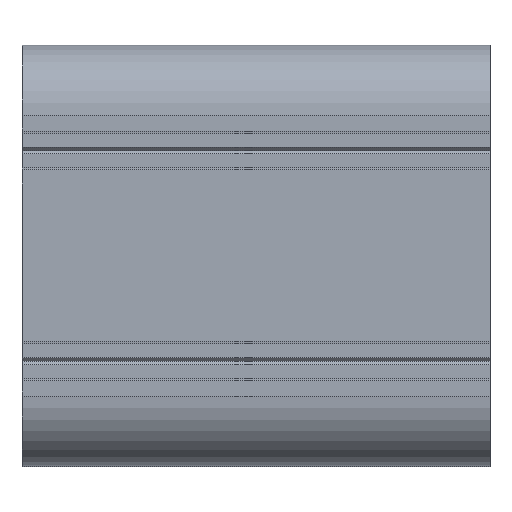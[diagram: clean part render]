
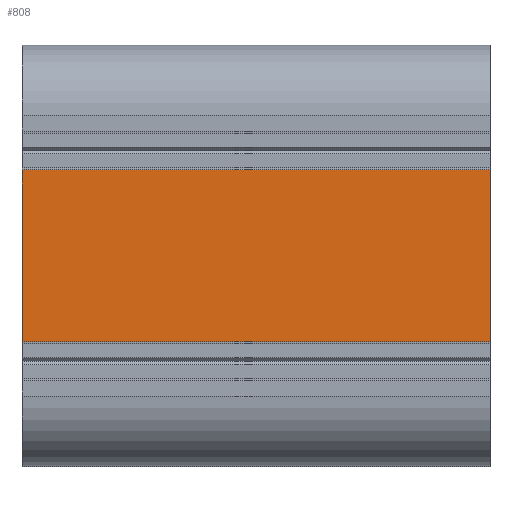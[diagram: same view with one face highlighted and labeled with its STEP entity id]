
A CAD part, top view. The second image highlights one B-rep face of the part: STEP entity #808.
In plain terms, the highlighted planar face has unit normal (0, 0, 1).
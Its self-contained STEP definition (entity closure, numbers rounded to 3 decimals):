
#340 = LINE ( 'NONE', #2745, #1974 ) ;
#563 = VERTEX_POINT ( 'NONE', #4431 ) ;
#599 = VERTEX_POINT ( 'NONE', #2179 ) ;
#808 = ADVANCED_FACE ( 'NONE', ( #4279 ), #4553, .F. ) ;
#992 = CARTESIAN_POINT ( 'NONE',  ( -40.816, 73.248, 22.5 ) ) ;
#1083 = EDGE_CURVE ( 'NONE', #599, #1260, #2470, .T. ) ;
#1260 = VERTEX_POINT ( 'NONE', #992 ) ;
#1289 = DIRECTION ( 'NONE',  ( 0., -1., 0. ) ) ;
#1313 = LINE ( 'NONE', #3200, #2658 ) ;
#1505 = VECTOR ( 'NONE', #2884, 1000. ) ;
#1870 = DIRECTION ( 'NONE',  ( -1., 0., 0. ) ) ;
#1974 = VECTOR ( 'NONE', #1870, 1000. ) ;
#1994 = EDGE_CURVE ( 'NONE', #599, #2238, #1313, .T. ) ;
#2179 = CARTESIAN_POINT ( 'NONE',  ( 59.184, 73.248, 22.5 ) ) ;
#2193 = ORIENTED_EDGE ( 'NONE', *, *, #1083, .T. ) ;
#2238 = VERTEX_POINT ( 'NONE', #2496 ) ;
#2273 = CARTESIAN_POINT ( 'NONE',  ( 59.184, 73.248, 22.5 ) ) ;
#2305 = DIRECTION ( 'NONE',  ( -1., 0., 0. ) ) ;
#2470 = LINE ( 'NONE', #4761, #1505 ) ;
#2496 = CARTESIAN_POINT ( 'NONE',  ( 59.184, 36.548, 22.5 ) ) ;
#2658 = VECTOR ( 'NONE', #4724, 1000. ) ;
#2745 = CARTESIAN_POINT ( 'NONE',  ( 59.184, 36.548, 22.5 ) ) ;
#2819 = ORIENTED_EDGE ( 'NONE', *, *, #3066, .T. ) ;
#2884 = DIRECTION ( 'NONE',  ( -1., 0., 0. ) ) ;
#2971 = EDGE_CURVE ( 'NONE', #2238, #563, #340, .T. ) ;
#3007 = VECTOR ( 'NONE', #1289, 1000. ) ;
#3066 = EDGE_CURVE ( 'NONE', #1260, #563, #4328, .T. ) ;
#3085 = AXIS2_PLACEMENT_3D ( 'NONE', #2273, #3882, #2305 ) ;
#3167 = ORIENTED_EDGE ( 'NONE', *, *, #2971, .F. ) ;
#3200 = CARTESIAN_POINT ( 'NONE',  ( 59.184, 73.248, 22.5 ) ) ;
#3583 = EDGE_LOOP ( 'NONE', ( #2819, #3167, #4264, #2193 ) ) ;
#3882 = DIRECTION ( 'NONE',  ( 0., 0., -1. ) ) ;
#4264 = ORIENTED_EDGE ( 'NONE', *, *, #1994, .F. ) ;
#4279 = FACE_OUTER_BOUND ( 'NONE', #3583, .T. ) ;
#4324 = CARTESIAN_POINT ( 'NONE',  ( -40.816, 73.248, 22.5 ) ) ;
#4328 = LINE ( 'NONE', #4324, #3007 ) ;
#4431 = CARTESIAN_POINT ( 'NONE',  ( -40.816, 36.548, 22.5 ) ) ;
#4553 = PLANE ( 'NONE',  #3085 ) ;
#4724 = DIRECTION ( 'NONE',  ( 0., -1., 0. ) ) ;
#4761 = CARTESIAN_POINT ( 'NONE',  ( 59.184, 73.248, 22.5 ) ) ;
